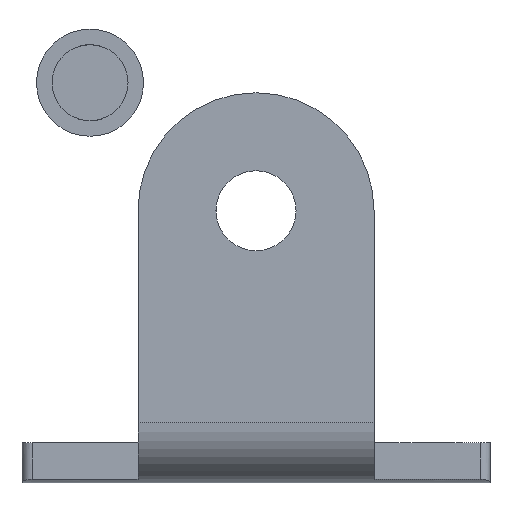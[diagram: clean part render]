
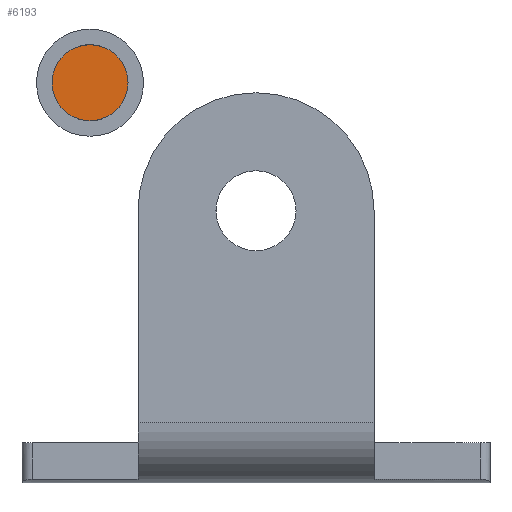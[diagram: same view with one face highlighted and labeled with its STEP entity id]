
A CAD part, left-side view. The second image highlights one B-rep face of the part: STEP entity #6193.
In plain terms, the highlighted planar face has unit normal (-1, 0, 0).
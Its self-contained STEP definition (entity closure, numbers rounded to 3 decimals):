
#4695 = CYLINDRICAL_SURFACE('',#4696,4.826);
#4696 = AXIS2_PLACEMENT_3D('',#4697,#4698,#4699);
#4697 = CARTESIAN_POINT('',(-17.272,50.8,50.8));
#4698 = DIRECTION('',(1.,0.,0.));
#4699 = DIRECTION('',(0.,0.,-1.));
#5019 = EDGE_CURVE('',#5020,#5022,#5024,.T.);
#5020 = VERTEX_POINT('',#5021);
#5021 = CARTESIAN_POINT('',(-17.272,50.8,55.626));
#5022 = VERTEX_POINT('',#5023);
#5023 = CARTESIAN_POINT('',(-17.272,50.8,45.974));
#5024 = SURFACE_CURVE('',#5025,(#5030,#5064),.PCURVE_S1.);
#5025 = CIRCLE('',#5026,4.826);
#5026 = AXIS2_PLACEMENT_3D('',#5027,#5028,#5029);
#5027 = CARTESIAN_POINT('',(-17.272,50.8,50.8));
#5028 = DIRECTION('',(-1.,0.,0.));
#5029 = DIRECTION('',(0.,0.,1.));
#5030 = PCURVE('',#5031,#5036);
#5031 = CYLINDRICAL_SURFACE('',#5032,4.826);
#5032 = AXIS2_PLACEMENT_3D('',#5033,#5034,#5035);
#5033 = CARTESIAN_POINT('',(-17.272,50.8,50.8));
#5034 = DIRECTION('',(1.,0.,0.));
#5035 = DIRECTION('',(0.,0.,-1.));
#5036 = DEFINITIONAL_REPRESENTATION('',(#5037),#5063);
#5037 = B_SPLINE_CURVE_WITH_KNOTS('',3,(#5038,#5039,#5040,#5041,#5042,
    #5043,#5044,#5045,#5046,#5047,#5048,#5049,#5050,#5051,#5052,#5053,
    #5054,#5055,#5056,#5057,#5058,#5059,#5060,#5061,#5062),
  .UNSPECIFIED.,.F.,.F.,(4,1,1,1,1,1,1,1,1,1,1,1,1,1,1,1,1,1,1,1,1,1,4),
  (0.,0.143,0.286,0.428,0.571,
    0.714,0.857,1.,1.142,
    1.285,1.428,1.571,1.714,
    1.856,1.999,2.142,2.285,
    2.428,2.57,2.713,2.856,
    2.999,3.142),.QUASI_UNIFORM_KNOTS.);
#5038 = CARTESIAN_POINT('',(3.142,0.));
#5039 = CARTESIAN_POINT('',(3.094,0.));
#5040 = CARTESIAN_POINT('',(2.999,0.));
#5041 = CARTESIAN_POINT('',(2.856,0.));
#5042 = CARTESIAN_POINT('',(2.713,0.));
#5043 = CARTESIAN_POINT('',(2.57,0.));
#5044 = CARTESIAN_POINT('',(2.428,0.));
#5045 = CARTESIAN_POINT('',(2.285,0.));
#5046 = CARTESIAN_POINT('',(2.142,0.));
#5047 = CARTESIAN_POINT('',(1.999,0.));
#5048 = CARTESIAN_POINT('',(1.856,0.));
#5049 = CARTESIAN_POINT('',(1.714,0.));
#5050 = CARTESIAN_POINT('',(1.571,0.));
#5051 = CARTESIAN_POINT('',(1.428,0.));
#5052 = CARTESIAN_POINT('',(1.285,0.));
#5053 = CARTESIAN_POINT('',(1.142,0.));
#5054 = CARTESIAN_POINT('',(1.,0.));
#5055 = CARTESIAN_POINT('',(0.857,0.));
#5056 = CARTESIAN_POINT('',(0.714,0.));
#5057 = CARTESIAN_POINT('',(0.571,0.));
#5058 = CARTESIAN_POINT('',(0.428,0.));
#5059 = CARTESIAN_POINT('',(0.286,0.));
#5060 = CARTESIAN_POINT('',(0.143,0.));
#5061 = CARTESIAN_POINT('',(0.048,0.));
#5062 = CARTESIAN_POINT('',(0.,0.));
#5063 = ( GEOMETRIC_REPRESENTATION_CONTEXT(2) 
PARAMETRIC_REPRESENTATION_CONTEXT() REPRESENTATION_CONTEXT('2D SPACE',''
  ) );
#5064 = PCURVE('',#5065,#5070);
#5065 = PLANE('',#5066);
#5066 = AXIS2_PLACEMENT_3D('',#5067,#5068,#5069);
#5067 = CARTESIAN_POINT('',(-17.272,50.8,50.8));
#5068 = DIRECTION('',(-1.,0.,0.));
#5069 = DIRECTION('',(0.,0.,1.));
#5070 = DEFINITIONAL_REPRESENTATION('',(#5071),#5075);
#5071 = CIRCLE('',#5072,4.826);
#5072 = AXIS2_PLACEMENT_2D('',#5073,#5074);
#5073 = CARTESIAN_POINT('',(0.,0.));
#5074 = DIRECTION('',(1.,0.));
#5075 = ( GEOMETRIC_REPRESENTATION_CONTEXT(2) 
PARAMETRIC_REPRESENTATION_CONTEXT() REPRESENTATION_CONTEXT('2D SPACE',''
  ) );
#6144 = EDGE_CURVE('',#5022,#5020,#6145,.T.);
#6145 = SURFACE_CURVE('',#6146,(#6151,#6180),.PCURVE_S1.);
#6146 = CIRCLE('',#6147,4.826);
#6147 = AXIS2_PLACEMENT_3D('',#6148,#6149,#6150);
#6148 = CARTESIAN_POINT('',(-17.272,50.8,50.8));
#6149 = DIRECTION('',(-1.,0.,0.));
#6150 = DIRECTION('',(0.,0.,1.));
#6151 = PCURVE('',#4695,#6152);
#6152 = DEFINITIONAL_REPRESENTATION('',(#6153),#6179);
#6153 = B_SPLINE_CURVE_WITH_KNOTS('',3,(#6154,#6155,#6156,#6157,#6158,
    #6159,#6160,#6161,#6162,#6163,#6164,#6165,#6166,#6167,#6168,#6169,
    #6170,#6171,#6172,#6173,#6174,#6175,#6176,#6177,#6178),
  .UNSPECIFIED.,.F.,.F.,(4,1,1,1,1,1,1,1,1,1,1,1,1,1,1,1,1,1,1,1,1,1,4),
  (3.142,3.284,3.427,3.57,
    3.713,3.856,3.998,4.141,
    4.284,4.427,4.57,4.712,
    4.855,4.998,5.141,5.284,
    5.426,5.569,5.712,5.855,
    5.998,6.14,6.283),.QUASI_UNIFORM_KNOTS.);
#6154 = CARTESIAN_POINT('',(6.283,0.));
#6155 = CARTESIAN_POINT('',(6.236,0.));
#6156 = CARTESIAN_POINT('',(6.14,0.));
#6157 = CARTESIAN_POINT('',(5.998,0.));
#6158 = CARTESIAN_POINT('',(5.855,0.));
#6159 = CARTESIAN_POINT('',(5.712,0.));
#6160 = CARTESIAN_POINT('',(5.569,0.));
#6161 = CARTESIAN_POINT('',(5.426,0.));
#6162 = CARTESIAN_POINT('',(5.284,0.));
#6163 = CARTESIAN_POINT('',(5.141,0.));
#6164 = CARTESIAN_POINT('',(4.998,0.));
#6165 = CARTESIAN_POINT('',(4.855,0.));
#6166 = CARTESIAN_POINT('',(4.712,0.));
#6167 = CARTESIAN_POINT('',(4.57,0.));
#6168 = CARTESIAN_POINT('',(4.427,0.));
#6169 = CARTESIAN_POINT('',(4.284,0.));
#6170 = CARTESIAN_POINT('',(4.141,0.));
#6171 = CARTESIAN_POINT('',(3.998,0.));
#6172 = CARTESIAN_POINT('',(3.856,0.));
#6173 = CARTESIAN_POINT('',(3.713,0.));
#6174 = CARTESIAN_POINT('',(3.57,0.));
#6175 = CARTESIAN_POINT('',(3.427,0.));
#6176 = CARTESIAN_POINT('',(3.284,0.));
#6177 = CARTESIAN_POINT('',(3.189,0.));
#6178 = CARTESIAN_POINT('',(3.142,0.));
#6179 = ( GEOMETRIC_REPRESENTATION_CONTEXT(2) 
PARAMETRIC_REPRESENTATION_CONTEXT() REPRESENTATION_CONTEXT('2D SPACE',''
  ) );
#6180 = PCURVE('',#5065,#6181);
#6181 = DEFINITIONAL_REPRESENTATION('',(#6182),#6186);
#6182 = CIRCLE('',#6183,4.826);
#6183 = AXIS2_PLACEMENT_2D('',#6184,#6185);
#6184 = CARTESIAN_POINT('',(0.,0.));
#6185 = DIRECTION('',(1.,0.));
#6186 = ( GEOMETRIC_REPRESENTATION_CONTEXT(2) 
PARAMETRIC_REPRESENTATION_CONTEXT() REPRESENTATION_CONTEXT('2D SPACE',''
  ) );
#6193 = ADVANCED_FACE('',(#6194),#5065,.T.);
#6194 = FACE_BOUND('',#6195,.T.);
#6195 = EDGE_LOOP('',(#6196,#6197));
#6196 = ORIENTED_EDGE('',*,*,#6144,.T.);
#6197 = ORIENTED_EDGE('',*,*,#5019,.T.);
